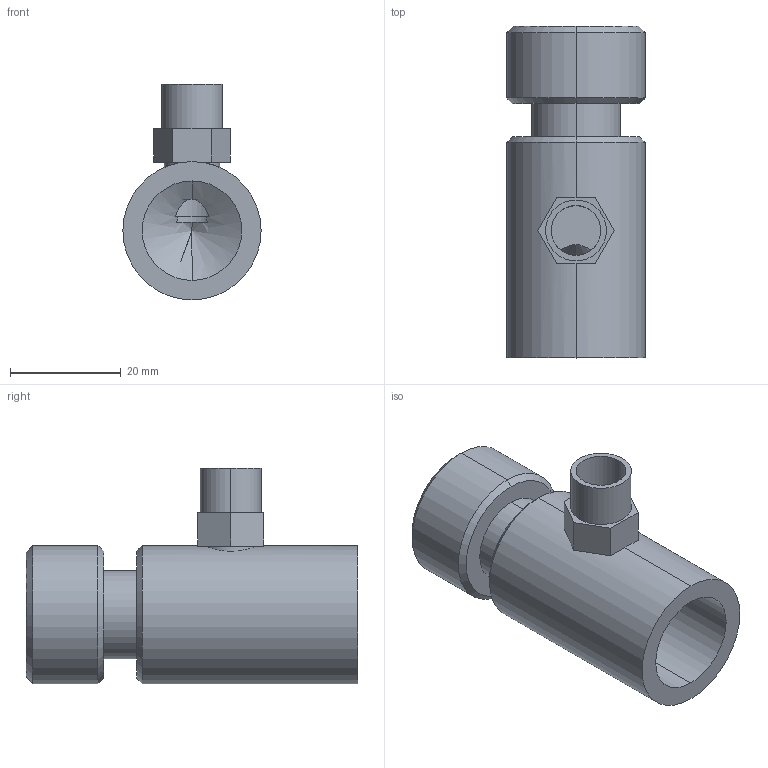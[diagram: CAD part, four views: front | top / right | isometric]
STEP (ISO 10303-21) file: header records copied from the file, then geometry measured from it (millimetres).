
FILE_DESCRIPTION (( 'STEP AP203' ), '1' );
FILE_NAME ('SE_01_2_1005.STEP', '2020-10-21T10:56:47', ( '' ), ( '' ), 'SwSTEP 2.0', 'SolidWorks 2017', '' );
FILE_SCHEMA (( 'CONFIG_CONTROL_DESIGN' ));
Length unit declared in the file: millimetre
Products named in the file (1): SE_01_2_1005
Bounding box: 25 x 60 x 39 mm (x, y, z)
Volume: 22892.9 mm3; surface area: 8278 mm2
Topology: 2 solids, 2 shells, 47 faces, 108 edges, 67 vertices
Faces by surface type: cylinder 22, plane 17, cone 8
Entity records: 1508 total; most frequent: CARTESIAN_POINT 348, DIRECTION 239, ORIENTED_EDGE 212, EDGE_CURVE 106, AXIS2_PLACEMENT_3D 96, VERTEX_POINT 67, EDGE_LOOP 55, CIRCLE 48
